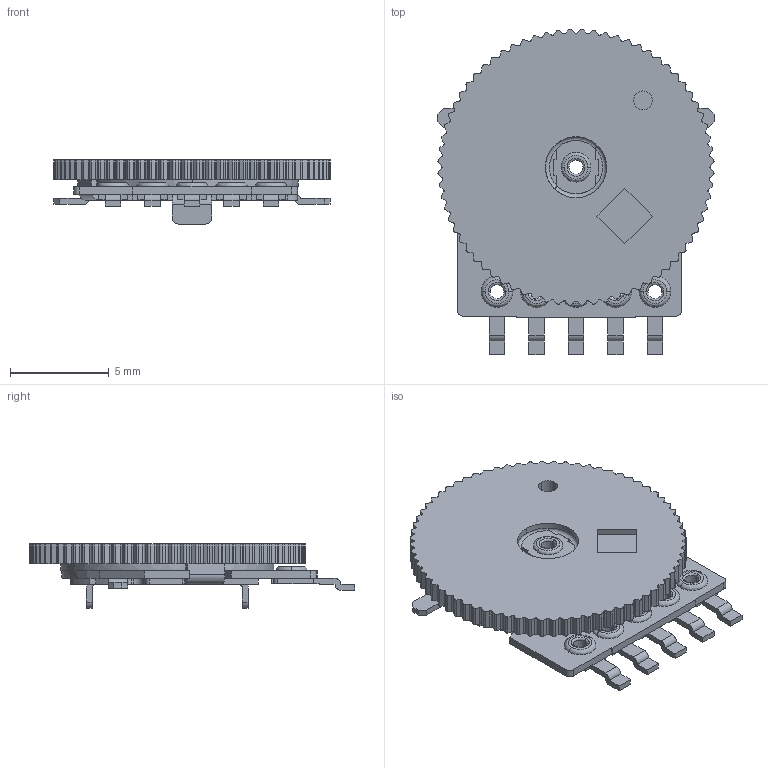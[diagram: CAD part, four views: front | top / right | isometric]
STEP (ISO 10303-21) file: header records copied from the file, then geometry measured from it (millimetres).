
FILE_DESCRIPTION (( 'STEP AP214' ), '1' );
FILE_NAME ('RK10J12R0A0B.STEP', '2022-12-14T02:28:33', ( '' ), ( '' ), 'SwSTEP 2.0', 'SolidWorks 2022', '' );
FILE_SCHEMA (( 'AUTOMOTIVE_DESIGN' ));
Length unit declared in the file: millimetre
Products named in the file (1): RK10J12R0A0B
Bounding box: 14 x 16.49 x 3.25 mm (x, y, z)
Volume: 262.3 mm3; surface area: 561.9 mm2
Topology: 1 solids, 1 shells, 646 faces, 1848 edges, 1214 vertices
Faces by surface type: plane 350, cylinder 257, bspline 39
Entity records: 28951 total; most frequent: CARTESIAN_POINT 4700, ORIENTED_EDGE 3696, DIRECTION 3605, EDGE_CURVE 1848, LINE 1227, VECTOR 1227, VERTEX_POINT 1214, AXIS2_PLACEMENT_3D 1189
